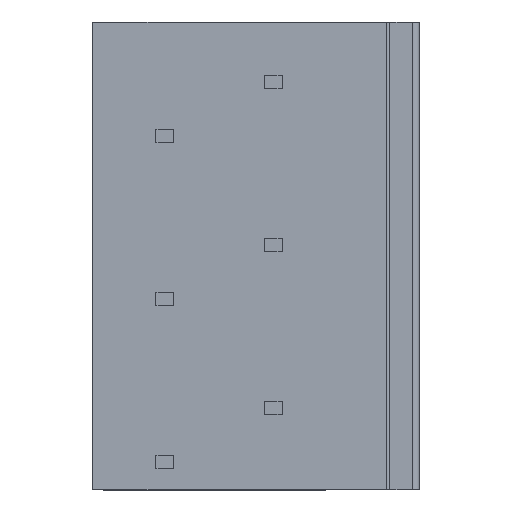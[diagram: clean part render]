
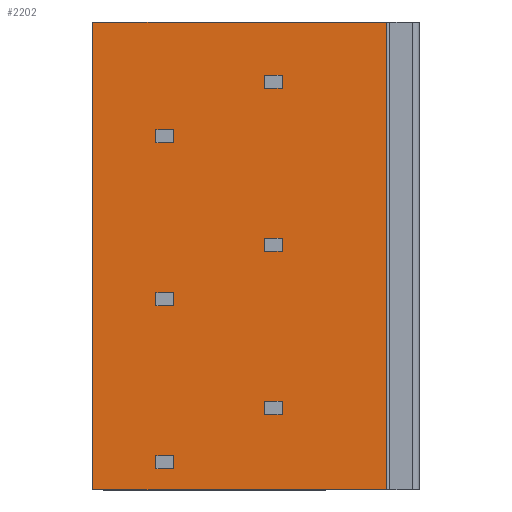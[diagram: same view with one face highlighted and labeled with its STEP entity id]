
A CAD part, top view. The second image highlights one B-rep face of the part: STEP entity #2202.
In plain terms, the highlighted planar face has unit normal (0, 0, 1).
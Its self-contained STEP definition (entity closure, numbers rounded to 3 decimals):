
#36=DIRECTION('',(1.,0.,0.));
#37=VECTOR('',#36,13.5);
#38=CARTESIAN_POINT('',(-7.5,-18.75,5.45));
#39=LINE('',#38,#37);
#65=DIRECTION('',(0.,1.,0.));
#66=VECTOR('',#65,21.5);
#67=CARTESIAN_POINT('',(6.,-18.75,5.45));
#68=LINE('',#67,#66);
#69=DIRECTION('',(0.,1.,0.));
#70=VECTOR('',#69,21.5);
#71=CARTESIAN_POINT('',(-7.5,-18.75,5.45));
#72=LINE('',#71,#70);
#73=DIRECTION('',(-1.,0.,0.));
#74=VECTOR('',#73,0.8);
#75=CARTESIAN_POINT('',(1.2,0.3,5.45));
#76=LINE('',#75,#74);
#77=DIRECTION('',(0.,-1.,0.));
#78=VECTOR('',#77,0.6);
#79=CARTESIAN_POINT('',(0.4,0.3,5.45));
#80=LINE('',#79,#78);
#81=DIRECTION('',(1.,0.,0.));
#82=VECTOR('',#81,0.8);
#83=CARTESIAN_POINT('',(0.4,-0.3,5.45));
#84=LINE('',#83,#82);
#85=DIRECTION('',(0.,1.,0.));
#86=VECTOR('',#85,0.6);
#87=CARTESIAN_POINT('',(1.2,-0.3,5.45));
#88=LINE('',#87,#86);
#89=DIRECTION('',(-1.,0.,0.));
#90=VECTOR('',#89,0.8);
#91=CARTESIAN_POINT('',(-3.8,-2.2,5.45));
#92=LINE('',#91,#90);
#93=DIRECTION('',(0.,-1.,0.));
#94=VECTOR('',#93,0.6);
#95=CARTESIAN_POINT('',(-4.6,-2.2,5.45));
#96=LINE('',#95,#94);
#97=DIRECTION('',(1.,0.,0.));
#98=VECTOR('',#97,0.8);
#99=CARTESIAN_POINT('',(-4.6,-2.8,5.45));
#100=LINE('',#99,#98);
#101=DIRECTION('',(0.,1.,0.));
#102=VECTOR('',#101,0.6);
#103=CARTESIAN_POINT('',(-3.8,-2.8,5.45));
#104=LINE('',#103,#102);
#105=DIRECTION('',(-1.,0.,0.));
#106=VECTOR('',#105,0.8);
#107=CARTESIAN_POINT('',(1.2,-7.2,5.45));
#108=LINE('',#107,#106);
#109=DIRECTION('',(0.,-1.,0.));
#110=VECTOR('',#109,0.6);
#111=CARTESIAN_POINT('',(0.4,-7.2,5.45));
#112=LINE('',#111,#110);
#113=DIRECTION('',(1.,0.,0.));
#114=VECTOR('',#113,0.8);
#115=CARTESIAN_POINT('',(0.4,-7.8,5.45));
#116=LINE('',#115,#114);
#117=DIRECTION('',(0.,1.,0.));
#118=VECTOR('',#117,0.6);
#119=CARTESIAN_POINT('',(1.2,-7.8,5.45));
#120=LINE('',#119,#118);
#121=DIRECTION('',(-1.,0.,0.));
#122=VECTOR('',#121,0.8);
#123=CARTESIAN_POINT('',(-3.8,-9.7,5.45));
#124=LINE('',#123,#122);
#125=DIRECTION('',(0.,-1.,0.));
#126=VECTOR('',#125,0.6);
#127=CARTESIAN_POINT('',(-4.6,-9.7,5.45));
#128=LINE('',#127,#126);
#129=DIRECTION('',(1.,0.,0.));
#130=VECTOR('',#129,0.8);
#131=CARTESIAN_POINT('',(-4.6,-10.3,5.45));
#132=LINE('',#131,#130);
#133=DIRECTION('',(0.,1.,0.));
#134=VECTOR('',#133,0.6);
#135=CARTESIAN_POINT('',(-3.8,-10.3,5.45));
#136=LINE('',#135,#134);
#137=DIRECTION('',(-1.,0.,0.));
#138=VECTOR('',#137,0.8);
#139=CARTESIAN_POINT('',(1.2,-14.7,5.45));
#140=LINE('',#139,#138);
#141=DIRECTION('',(0.,-1.,0.));
#142=VECTOR('',#141,0.6);
#143=CARTESIAN_POINT('',(0.4,-14.7,5.45));
#144=LINE('',#143,#142);
#145=DIRECTION('',(1.,0.,0.));
#146=VECTOR('',#145,0.8);
#147=CARTESIAN_POINT('',(0.4,-15.3,5.45));
#148=LINE('',#147,#146);
#149=DIRECTION('',(0.,1.,0.));
#150=VECTOR('',#149,0.6);
#151=CARTESIAN_POINT('',(1.2,-15.3,5.45));
#152=LINE('',#151,#150);
#153=DIRECTION('',(-1.,0.,0.));
#154=VECTOR('',#153,0.8);
#155=CARTESIAN_POINT('',(-3.8,-17.2,5.45));
#156=LINE('',#155,#154);
#157=DIRECTION('',(0.,-1.,0.));
#158=VECTOR('',#157,0.6);
#159=CARTESIAN_POINT('',(-4.6,-17.2,5.45));
#160=LINE('',#159,#158);
#161=DIRECTION('',(1.,0.,0.));
#162=VECTOR('',#161,0.8);
#163=CARTESIAN_POINT('',(-4.6,-17.8,5.45));
#164=LINE('',#163,#162);
#165=DIRECTION('',(0.,1.,0.));
#166=VECTOR('',#165,0.6);
#167=CARTESIAN_POINT('',(-3.8,-17.8,5.45));
#168=LINE('',#167,#166);
#431=DIRECTION('',(1.,0.,0.));
#432=VECTOR('',#431,13.5);
#433=CARTESIAN_POINT('',(-7.5,2.75,5.45));
#434=LINE('',#433,#432);
#1638=CARTESIAN_POINT('',(-7.5,-18.75,5.45));
#1639=CARTESIAN_POINT('',(6.,-18.75,5.45));
#1640=VERTEX_POINT('',#1638);
#1641=VERTEX_POINT('',#1639);
#1678=CARTESIAN_POINT('',(-7.5,2.75,5.45));
#1679=VERTEX_POINT('',#1678);
#1680=CARTESIAN_POINT('',(6.,2.75,5.45));
#1681=VERTEX_POINT('',#1680);
#1960=CARTESIAN_POINT('',(1.2,0.3,5.45));
#1961=CARTESIAN_POINT('',(0.4,0.3,5.45));
#1962=VERTEX_POINT('',#1960);
#1963=VERTEX_POINT('',#1961);
#1964=CARTESIAN_POINT('',(0.4,-0.3,5.45));
#1965=VERTEX_POINT('',#1964);
#1966=CARTESIAN_POINT('',(1.2,-0.3,5.45));
#1967=VERTEX_POINT('',#1966);
#1968=CARTESIAN_POINT('',(-3.8,-2.2,5.45));
#1969=CARTESIAN_POINT('',(-4.6,-2.2,5.45));
#1970=VERTEX_POINT('',#1968);
#1971=VERTEX_POINT('',#1969);
#1972=CARTESIAN_POINT('',(-4.6,-2.8,5.45));
#1973=VERTEX_POINT('',#1972);
#1974=CARTESIAN_POINT('',(-3.8,-2.8,5.45));
#1975=VERTEX_POINT('',#1974);
#1992=CARTESIAN_POINT('',(1.2,-7.2,5.45));
#1993=CARTESIAN_POINT('',(0.4,-7.2,5.45));
#1994=VERTEX_POINT('',#1992);
#1995=VERTEX_POINT('',#1993);
#1996=CARTESIAN_POINT('',(0.4,-7.8,5.45));
#1997=VERTEX_POINT('',#1996);
#1998=CARTESIAN_POINT('',(1.2,-7.8,5.45));
#1999=VERTEX_POINT('',#1998);
#2000=CARTESIAN_POINT('',(-3.8,-9.7,5.45));
#2001=CARTESIAN_POINT('',(-4.6,-9.7,5.45));
#2002=VERTEX_POINT('',#2000);
#2003=VERTEX_POINT('',#2001);
#2004=CARTESIAN_POINT('',(-4.6,-10.3,5.45));
#2005=VERTEX_POINT('',#2004);
#2006=CARTESIAN_POINT('',(-3.8,-10.3,5.45));
#2007=VERTEX_POINT('',#2006);
#2024=CARTESIAN_POINT('',(1.2,-14.7,5.45));
#2025=CARTESIAN_POINT('',(0.4,-14.7,5.45));
#2026=VERTEX_POINT('',#2024);
#2027=VERTEX_POINT('',#2025);
#2028=CARTESIAN_POINT('',(0.4,-15.3,5.45));
#2029=VERTEX_POINT('',#2028);
#2030=CARTESIAN_POINT('',(1.2,-15.3,5.45));
#2031=VERTEX_POINT('',#2030);
#2032=CARTESIAN_POINT('',(-3.8,-17.2,5.45));
#2033=CARTESIAN_POINT('',(-4.6,-17.2,5.45));
#2034=VERTEX_POINT('',#2032);
#2035=VERTEX_POINT('',#2033);
#2036=CARTESIAN_POINT('',(-4.6,-17.8,5.45));
#2037=VERTEX_POINT('',#2036);
#2038=CARTESIAN_POINT('',(-3.8,-17.8,5.45));
#2039=VERTEX_POINT('',#2038);
#2129=CARTESIAN_POINT('',(-7.5,-18.75,5.45));
#2130=DIRECTION('',(0.,0.,1.));
#2131=DIRECTION('',(1.,0.,0.));
#2132=AXIS2_PLACEMENT_3D('',#2129,#2130,#2131);
#2133=PLANE('',#2132);
#2135=ORIENTED_EDGE('',*,*,#2134,.T.);
#2137=ORIENTED_EDGE('',*,*,#2136,.T.);
#2138=ORIENTED_EDGE('',*,*,#2120,.F.);
#2139=ORIENTED_EDGE('',*,*,#2061,.F.);
#2140=EDGE_LOOP('',(#2135,#2137,#2138,#2139));
#2141=FACE_OUTER_BOUND('',#2140,.F.);
#2143=ORIENTED_EDGE('',*,*,#2142,.T.);
#2145=ORIENTED_EDGE('',*,*,#2144,.T.);
#2147=ORIENTED_EDGE('',*,*,#2146,.T.);
#2149=ORIENTED_EDGE('',*,*,#2148,.T.);
#2150=EDGE_LOOP('',(#2143,#2145,#2147,#2149));
#2151=FACE_BOUND('',#2150,.F.);
#2153=ORIENTED_EDGE('',*,*,#2152,.T.);
#2155=ORIENTED_EDGE('',*,*,#2154,.T.);
#2157=ORIENTED_EDGE('',*,*,#2156,.T.);
#2159=ORIENTED_EDGE('',*,*,#2158,.T.);
#2160=EDGE_LOOP('',(#2153,#2155,#2157,#2159));
#2161=FACE_BOUND('',#2160,.F.);
#2163=ORIENTED_EDGE('',*,*,#2162,.T.);
#2165=ORIENTED_EDGE('',*,*,#2164,.T.);
#2167=ORIENTED_EDGE('',*,*,#2166,.T.);
#2169=ORIENTED_EDGE('',*,*,#2168,.T.);
#2170=EDGE_LOOP('',(#2163,#2165,#2167,#2169));
#2171=FACE_BOUND('',#2170,.F.);
#2173=ORIENTED_EDGE('',*,*,#2172,.T.);
#2175=ORIENTED_EDGE('',*,*,#2174,.T.);
#2177=ORIENTED_EDGE('',*,*,#2176,.T.);
#2179=ORIENTED_EDGE('',*,*,#2178,.T.);
#2180=EDGE_LOOP('',(#2173,#2175,#2177,#2179));
#2181=FACE_BOUND('',#2180,.F.);
#2183=ORIENTED_EDGE('',*,*,#2182,.T.);
#2185=ORIENTED_EDGE('',*,*,#2184,.T.);
#2187=ORIENTED_EDGE('',*,*,#2186,.T.);
#2189=ORIENTED_EDGE('',*,*,#2188,.T.);
#2190=EDGE_LOOP('',(#2183,#2185,#2187,#2189));
#2191=FACE_BOUND('',#2190,.F.);
#2193=ORIENTED_EDGE('',*,*,#2192,.T.);
#2195=ORIENTED_EDGE('',*,*,#2194,.T.);
#2197=ORIENTED_EDGE('',*,*,#2196,.T.);
#2199=ORIENTED_EDGE('',*,*,#2198,.T.);
#2200=EDGE_LOOP('',(#2193,#2195,#2197,#2199));
#2201=FACE_BOUND('',#2200,.F.);
#2202=ADVANCED_FACE('',(#2141,#2151,#2161,#2171,#2181,#2191,#2201),#2133,.T.);
#2061=EDGE_CURVE('',#1640,#1641,#39,.T.);
#2120=EDGE_CURVE('',#1641,#1681,#68,.T.);
#2134=EDGE_CURVE('',#1640,#1679,#72,.T.);
#2136=EDGE_CURVE('',#1679,#1681,#434,.T.);
#2142=EDGE_CURVE('',#1962,#1963,#76,.T.);
#2144=EDGE_CURVE('',#1963,#1965,#80,.T.);
#2146=EDGE_CURVE('',#1965,#1967,#84,.T.);
#2148=EDGE_CURVE('',#1967,#1962,#88,.T.);
#2152=EDGE_CURVE('',#1970,#1971,#92,.T.);
#2154=EDGE_CURVE('',#1971,#1973,#96,.T.);
#2156=EDGE_CURVE('',#1973,#1975,#100,.T.);
#2158=EDGE_CURVE('',#1975,#1970,#104,.T.);
#2162=EDGE_CURVE('',#1994,#1995,#108,.T.);
#2164=EDGE_CURVE('',#1995,#1997,#112,.T.);
#2166=EDGE_CURVE('',#1997,#1999,#116,.T.);
#2168=EDGE_CURVE('',#1999,#1994,#120,.T.);
#2172=EDGE_CURVE('',#2002,#2003,#124,.T.);
#2174=EDGE_CURVE('',#2003,#2005,#128,.T.);
#2176=EDGE_CURVE('',#2005,#2007,#132,.T.);
#2178=EDGE_CURVE('',#2007,#2002,#136,.T.);
#2182=EDGE_CURVE('',#2026,#2027,#140,.T.);
#2184=EDGE_CURVE('',#2027,#2029,#144,.T.);
#2186=EDGE_CURVE('',#2029,#2031,#148,.T.);
#2188=EDGE_CURVE('',#2031,#2026,#152,.T.);
#2192=EDGE_CURVE('',#2034,#2035,#156,.T.);
#2194=EDGE_CURVE('',#2035,#2037,#160,.T.);
#2196=EDGE_CURVE('',#2037,#2039,#164,.T.);
#2198=EDGE_CURVE('',#2039,#2034,#168,.T.);
